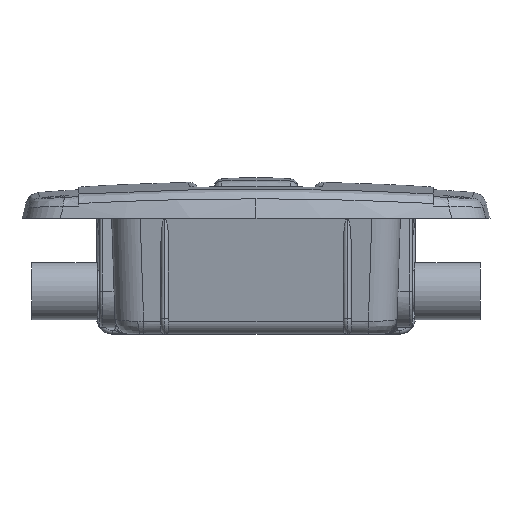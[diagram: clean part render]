
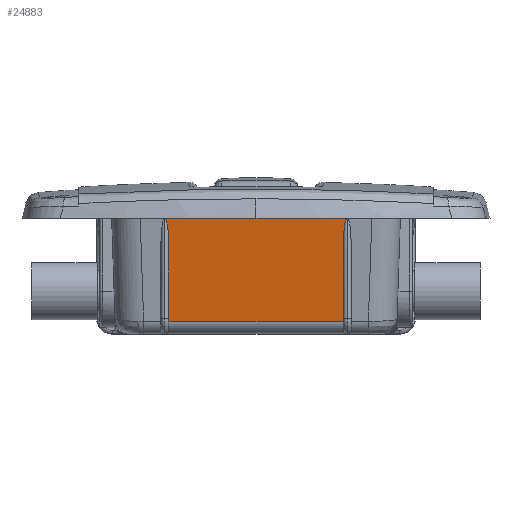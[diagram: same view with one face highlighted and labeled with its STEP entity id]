
A CAD part, left-side view. The second image highlights one B-rep face of the part: STEP entity #24883.
In plain terms, the highlighted planar face has unit normal (-0.987, 0, -0.159).
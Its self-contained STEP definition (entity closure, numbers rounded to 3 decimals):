
#2155 = LINE ( 'NONE', #33885, #3657 ) ;
#3657 = VECTOR ( 'NONE', #24909, 1000. ) ;
#4047 = VERTEX_POINT ( 'NONE', #54879 ) ;
#4740 = LINE ( 'NONE', #4875, #10711 ) ;
#4875 = CARTESIAN_POINT ( 'NONE',  ( -29.725, 62.5, -11.451 ) ) ;
#5885 = CARTESIAN_POINT ( 'NONE',  ( -36.057, 35., 28. ) ) ;
#6196 = EDGE_CURVE ( 'NONE', #4047, #31997, #26373, .T. ) ;
#6457 = ORIENTED_EDGE ( 'NONE', *, *, #19135, .T. ) ;
#7294 = VECTOR ( 'NONE', #33015, 1000. ) ;
#8083 = CARTESIAN_POINT ( 'NONE',  ( -29.725, -33.5, -11.451 ) ) ;
#8768 = ORIENTED_EDGE ( 'NONE', *, *, #33858, .T. ) ;
#9489 = DIRECTION ( 'NONE',  ( 0.158, 0., -0.987 ) ) ;
#9940 = VECTOR ( 'NONE', #9489, 1000. ) ;
#10500 = EDGE_CURVE ( 'NONE', #4047, #24859, #2155, .T. ) ;
#10711 = VECTOR ( 'NONE', #24461, 1000. ) ;
#14427 = CARTESIAN_POINT ( 'NONE',  ( -35.436, -33.5, 24.129 ) ) ;
#15714 = VERTEX_POINT ( 'NONE', #16749 ) ;
#16749 = CARTESIAN_POINT ( 'NONE',  ( -34.557, 33.5, 18.654 ) ) ;
#16908 = CARTESIAN_POINT ( 'NONE',  ( -36.057, -35., 28. ) ) ;
#17446 = ORIENTED_EDGE ( 'NONE', *, *, #6196, .T. ) ;
#18202 = CARTESIAN_POINT ( 'NONE',  ( -36.057, 62.5, 28. ) ) ;
#19135 = EDGE_CURVE ( 'NONE', #15714, #29281, #44245, .T. ) ;
#21283 = CARTESIAN_POINT ( 'NONE',  ( -35.436, 33.5, 24.129 ) ) ;
#21490 = CARTESIAN_POINT ( 'NONE',  ( -34.557, 33.5, 18.654 ) ) ;
#21926 = ORIENTED_EDGE ( 'NONE', *, *, #26214, .F. ) ;
#22643 = CARTESIAN_POINT ( 'NONE',  ( -36.057, 62.5, 28. ) ) ;
#24365 = AXIS2_PLACEMENT_3D ( 'NONE', #22643, #37079, #27874 ) ;
#24461 = DIRECTION ( 'NONE',  ( 0., -1., 0. ) ) ;
#24859 = VERTEX_POINT ( 'NONE', #8083 ) ;
#24883 = ADVANCED_FACE ( 'NONE', ( #49191 ), #32255, .F. ) ;
#24909 = DIRECTION ( 'NONE',  ( 0.158, 0., -0.987 ) ) ;
#26214 = EDGE_CURVE ( 'NONE', #26263, #31997, #40868, .T. ) ;
#26263 = VERTEX_POINT ( 'NONE', #52398 ) ;
#26373 =( BOUNDED_CURVE ( )  B_SPLINE_CURVE ( 3, ( #33408, #14427, #28796, #33815 ),
 .UNSPECIFIED., .F., .F. ) 
 B_SPLINE_CURVE_WITH_KNOTS ( ( 4, 4 ),
 ( 1.571, 3.142 ),
 .UNSPECIFIED. ) 
 CURVE ( )  GEOMETRIC_REPRESENTATION_ITEM ( )  RATIONAL_B_SPLINE_CURVE ( ( 1., 0.805, 0.805, 1. ) ) 
 REPRESENTATION_ITEM ( '' )  );
#27874 = DIRECTION ( 'NONE',  ( 0.158, 0., -0.987 ) ) ;
#28463 = CARTESIAN_POINT ( 'NONE',  ( -28.915, 33.5, -16.5 ) ) ;
#28796 = CARTESIAN_POINT ( 'NONE',  ( -36.057, -34.121, 28. ) ) ;
#29281 = VERTEX_POINT ( 'NONE', #31359 ) ;
#31359 = CARTESIAN_POINT ( 'NONE',  ( -29.725, 33.5, -11.451 ) ) ;
#31997 = VERTEX_POINT ( 'NONE', #16908 ) ;
#32255 = PLANE ( 'NONE',  #24365 ) ;
#33015 = DIRECTION ( 'NONE',  ( 0., -1., 0. ) ) ;
#33408 = CARTESIAN_POINT ( 'NONE',  ( -34.557, -33.5, 18.654 ) ) ;
#33815 = CARTESIAN_POINT ( 'NONE',  ( -36.057, -35., 28. ) ) ;
#33858 = EDGE_CURVE ( 'NONE', #29281, #24859, #4740, .T. ) ;
#33885 = CARTESIAN_POINT ( 'NONE',  ( -28.915, -33.5, -16.5 ) ) ;
#37079 = DIRECTION ( 'NONE',  ( 0.987, 0., 0.158 ) ) ;
#37966 = EDGE_CURVE ( 'NONE', #26263, #15714, #47471, .T. ) ;
#38888 = EDGE_LOOP ( 'NONE', ( #21926, #55614, #6457, #8768, #61555, #17446 ) ) ;
#40293 = CARTESIAN_POINT ( 'NONE',  ( -36.057, 34.121, 28. ) ) ;
#40868 = LINE ( 'NONE', #18202, #7294 ) ;
#44245 = LINE ( 'NONE', #28463, #9940 ) ;
#47471 =( BOUNDED_CURVE ( )  B_SPLINE_CURVE ( 3, ( #5885, #40293, #21283, #21490 ),
 .UNSPECIFIED., .F., .F. ) 
 B_SPLINE_CURVE_WITH_KNOTS ( ( 4, 4 ),
 ( 0., 1.571 ),
 .UNSPECIFIED. ) 
 CURVE ( )  GEOMETRIC_REPRESENTATION_ITEM ( )  RATIONAL_B_SPLINE_CURVE ( ( 1., 0.805, 0.805, 1. ) ) 
 REPRESENTATION_ITEM ( '' )  );
#49191 = FACE_OUTER_BOUND ( 'NONE', #38888, .T. ) ;
#52398 = CARTESIAN_POINT ( 'NONE',  ( -36.057, 35., 28. ) ) ;
#54879 = CARTESIAN_POINT ( 'NONE',  ( -34.557, -33.5, 18.654 ) ) ;
#55614 = ORIENTED_EDGE ( 'NONE', *, *, #37966, .T. ) ;
#61555 = ORIENTED_EDGE ( 'NONE', *, *, #10500, .F. ) ;
